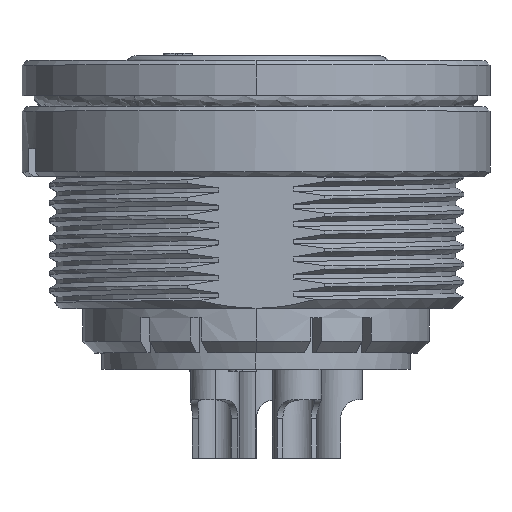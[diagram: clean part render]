
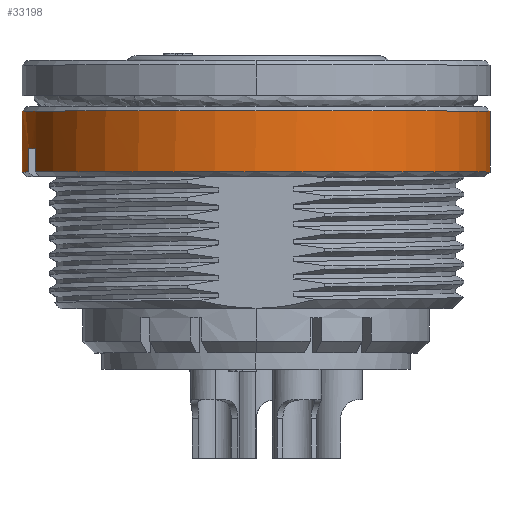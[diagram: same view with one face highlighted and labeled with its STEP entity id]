
A CAD part, top view. The second image highlights one B-rep face of the part: STEP entity #33198.
In plain terms, the highlighted cylindrical face has radius 10 mm (diameter 20 mm), a partial arc.
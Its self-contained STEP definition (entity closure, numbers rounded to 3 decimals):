
#791 = AXIS2_PLACEMENT_3D ( 'NONE', #35918, #10028, #40264 ) ;
#887 = CARTESIAN_POINT ( 'NONE',  ( -43.651, 2.906, 2.404 ) ) ;
#1082 = DIRECTION ( 'NONE',  ( 0., 1., 0. ) ) ;
#1155 = CIRCLE ( 'NONE', #23658, 10. ) ;
#2924 = LINE ( 'NONE', #887, #36115 ) ;
#4368 = DIRECTION ( 'NONE',  ( -1., 0., 0. ) ) ;
#5953 = CIRCLE ( 'NONE', #52730, 10. ) ;
#7998 = CIRCLE ( 'NONE', #791, 10. ) ;
#8996 = CARTESIAN_POINT ( 'NONE',  ( -33.945, 3.106, 0. ) ) ;
#10028 = DIRECTION ( 'NONE',  ( 0., 1., 0. ) ) ;
#10705 = LINE ( 'NONE', #29403, #19451 ) ;
#12177 = DIRECTION ( 'NONE',  ( 0., -1., 0. ) ) ;
#12556 = CARTESIAN_POINT ( 'NONE',  ( -23.945, 5.706, 0. ) ) ;
#13281 = CARTESIAN_POINT ( 'NONE',  ( -43.363, 3.106, 3.362 ) ) ;
#13322 = DIRECTION ( 'NONE',  ( -1., 0., 0. ) ) ;
#14781 = ORIENTED_EDGE ( 'NONE', *, *, #36316, .T. ) ;
#14979 = VERTEX_POINT ( 'NONE', #36749 ) ;
#16269 = EDGE_CURVE ( 'NONE', #19644, #32353, #7998, .T. ) ;
#18955 = EDGE_CURVE ( 'NONE', #20600, #46180, #1155, .T. ) ;
#19215 = DIRECTION ( 'NONE',  ( 0., -1., 0. ) ) ;
#19423 = CARTESIAN_POINT ( 'NONE',  ( -33.945, 4.106, 0. ) ) ;
#19451 = VECTOR ( 'NONE', #12177, 1000. ) ;
#19644 = VERTEX_POINT ( 'NONE', #55154 ) ;
#20600 = VERTEX_POINT ( 'NONE', #12556 ) ;
#22337 = LINE ( 'NONE', #39028, #33842 ) ;
#23658 = AXIS2_PLACEMENT_3D ( 'NONE', #45154, #19215, #49547 ) ;
#23770 = DIRECTION ( 'NONE',  ( -1., 0., 0. ) ) ;
#25377 = ORIENTED_EDGE ( 'NONE', *, *, #37365, .T. ) ;
#25591 = CARTESIAN_POINT ( 'NONE',  ( -43.651, 3.106, 2.404 ) ) ;
#25896 = DIRECTION ( 'NONE',  ( 0., 1., 0. ) ) ;
#26280 = ORIENTED_EDGE ( 'NONE', *, *, #48506, .T. ) ;
#27872 = FACE_OUTER_BOUND ( 'NONE', #41671, .T. ) ;
#29403 = CARTESIAN_POINT ( 'NONE',  ( -43.363, 2.906, 3.362 ) ) ;
#30067 = VERTEX_POINT ( 'NONE', #13281 ) ;
#31013 = CARTESIAN_POINT ( 'NONE',  ( -43.651, 4.106, 2.404 ) ) ;
#32114 = CIRCLE ( 'NONE', #47673, 10. ) ;
#32353 = VERTEX_POINT ( 'NONE', #25591 ) ;
#33198 = ADVANCED_FACE ( 'NONE', ( #27872 ), #49591, .T. ) ;
#33596 = VERTEX_POINT ( 'NONE', #31013 ) ;
#33842 = VECTOR ( 'NONE', #47943, 1000. ) ;
#34282 = CARTESIAN_POINT ( 'NONE',  ( -43.945, 5.706, 0. ) ) ;
#35918 = CARTESIAN_POINT ( 'NONE',  ( -33.945, 3.106, 0. ) ) ;
#36115 = VECTOR ( 'NONE', #1082, 1000. ) ;
#36316 = EDGE_CURVE ( 'NONE', #54528, #30067, #10705, .T. ) ;
#36749 = CARTESIAN_POINT ( 'NONE',  ( -23.945, 3.106, 0. ) ) ;
#37338 = ORIENTED_EDGE ( 'NONE', *, *, #42560, .T. ) ;
#37365 = EDGE_CURVE ( 'NONE', #33596, #54528, #5953, .T. ) ;
#37520 = ORIENTED_EDGE ( 'NONE', *, *, #50087, .F. ) ;
#38058 = DIRECTION ( 'NONE',  ( 0., 1., 0. ) ) ;
#38806 = AXIS2_PLACEMENT_3D ( 'NONE', #43108, #25896, #4368 ) ;
#39028 = CARTESIAN_POINT ( 'NONE',  ( -23.945, 2.906, 0. ) ) ;
#39218 = CARTESIAN_POINT ( 'NONE',  ( -43.363, 4.106, 3.362 ) ) ;
#39236 = DIRECTION ( 'NONE',  ( 0., 1., 0. ) ) ;
#40264 = DIRECTION ( 'NONE',  ( -1., 0., 0. ) ) ;
#41671 = EDGE_LOOP ( 'NONE', ( #37338, #54654, #42800, #37520, #52379, #26280, #25377, #14781 ) ) ;
#42203 = CARTESIAN_POINT ( 'NONE',  ( -43.945, 2.906, 0. ) ) ;
#42560 = EDGE_CURVE ( 'NONE', #30067, #14979, #32114, .T. ) ;
#42800 = ORIENTED_EDGE ( 'NONE', *, *, #18955, .T. ) ;
#43108 = CARTESIAN_POINT ( 'NONE',  ( -33.945, 2.906, 0. ) ) ;
#45154 = CARTESIAN_POINT ( 'NONE',  ( -33.945, 5.706, 0. ) ) ;
#46180 = VERTEX_POINT ( 'NONE', #34282 ) ;
#47673 = AXIS2_PLACEMENT_3D ( 'NONE', #8996, #39236, #13322 ) ;
#47943 = DIRECTION ( 'NONE',  ( 0., 1., 0. ) ) ;
#48506 = EDGE_CURVE ( 'NONE', #32353, #33596, #2924, .T. ) ;
#49547 = DIRECTION ( 'NONE',  ( -1., 0., 0. ) ) ;
#49591 = CYLINDRICAL_SURFACE ( 'NONE', #38806, 10. ) ;
#49745 = DIRECTION ( 'NONE',  ( 0., 1., 0. ) ) ;
#50087 = EDGE_CURVE ( 'NONE', #19644, #46180, #50287, .T. ) ;
#50287 = LINE ( 'NONE', #42203, #51633 ) ;
#51633 = VECTOR ( 'NONE', #38058, 1000. ) ;
#52379 = ORIENTED_EDGE ( 'NONE', *, *, #16269, .T. ) ;
#52730 = AXIS2_PLACEMENT_3D ( 'NONE', #19423, #49745, #23770 ) ;
#54528 = VERTEX_POINT ( 'NONE', #39218 ) ;
#54537 = EDGE_CURVE ( 'NONE', #14979, #20600, #22337, .T. ) ;
#54654 = ORIENTED_EDGE ( 'NONE', *, *, #54537, .T. ) ;
#55154 = CARTESIAN_POINT ( 'NONE',  ( -43.945, 3.106, 0. ) ) ;
